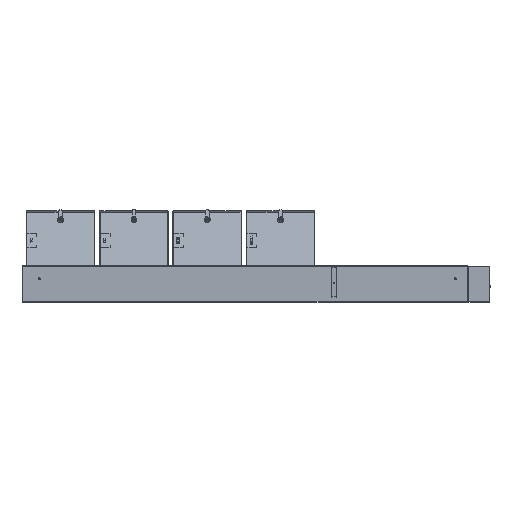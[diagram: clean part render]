
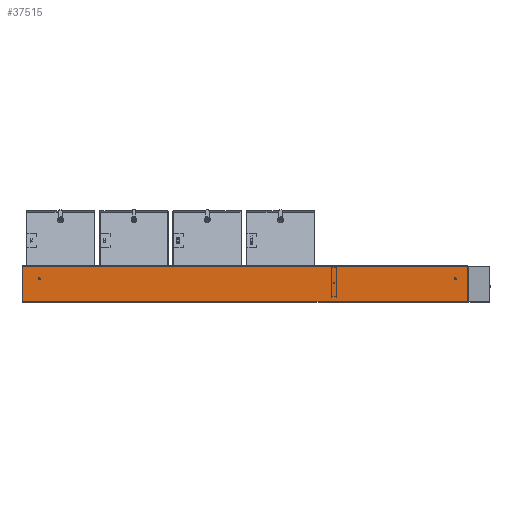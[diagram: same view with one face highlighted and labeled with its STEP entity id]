
A CAD part, left-side view. The second image highlights one B-rep face of the part: STEP entity #37515.
In plain terms, the highlighted planar face has unit normal (-1, 0, 0).
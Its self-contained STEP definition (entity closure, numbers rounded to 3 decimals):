
#725 = CARTESIAN_POINT ( 'NONE',  ( 0., 50., 94.8 ) ) ;
#856 = EDGE_LOOP ( 'NONE', ( #18012, #51821 ) ) ;
#2025 = CARTESIAN_POINT ( 'NONE',  ( 0., 1.7, 1. ) ) ;
#2844 = VECTOR ( 'NONE', #51853, 1000. ) ;
#2858 = CARTESIAN_POINT ( 'NONE',  ( 0., 1798.3, 142.6 ) ) ;
#3052 = CARTESIAN_POINT ( 'NONE',  ( 0., 50., 93.8 ) ) ;
#3860 = CARTESIAN_POINT ( 'NONE',  ( 0., 1.7, 1. ) ) ;
#5404 = DIRECTION ( 'NONE',  ( -1., 0., 0. ) ) ;
#5508 = CARTESIAN_POINT ( 'NONE',  ( 0., 1730., 94.3 ) ) ;
#10678 = ORIENTED_EDGE ( 'NONE', *, *, #21696, .F. ) ;
#11155 = CARTESIAN_POINT ( 'NONE',  ( 0., 0., 0. ) ) ;
#11839 = CARTESIAN_POINT ( 'NONE',  ( 0., 0.877, 142.6 ) ) ;
#11846 = ORIENTED_EDGE ( 'NONE', *, *, #19296, .F. ) ;
#12807 = AXIS2_PLACEMENT_3D ( 'NONE', #40195, #20987, #30562 ) ;
#13181 = AXIS2_PLACEMENT_3D ( 'NONE', #57986, #15878, #52114 ) ;
#14010 = DIRECTION ( 'NONE',  ( 1., 0., 0. ) ) ;
#14107 = CARTESIAN_POINT ( 'NONE',  ( 0., 1798.3, 143.423 ) ) ;
#14381 = FACE_BOUND ( 'NONE', #856, .T. ) ;
#15878 = DIRECTION ( 'NONE',  ( -1., 0., 0. ) ) ;
#16770 = DIRECTION ( 'NONE',  ( 0., 0., 1. ) ) ;
#18012 = ORIENTED_EDGE ( 'NONE', *, *, #52509, .T. ) ;
#19296 = EDGE_CURVE ( 'NONE', #33390, #60809, #34657, .T. ) ;
#19670 = CIRCLE ( 'NONE', #12807, 0.5 ) ;
#20016 = AXIS2_PLACEMENT_3D ( 'NONE', #5508, #58111, #43270 ) ;
#20032 = ORIENTED_EDGE ( 'NONE', *, *, #36639, .F. ) ;
#20163 = CARTESIAN_POINT ( 'NONE',  ( 0., 539.75, 78.5 ) ) ;
#20987 = DIRECTION ( 'NONE',  ( 1., 0., 0. ) ) ;
#21478 = DIRECTION ( 'NONE',  ( 0., 1., 0. ) ) ;
#21696 = EDGE_CURVE ( 'NONE', #27228, #42332, #46735, .T. ) ;
#22240 = AXIS2_PLACEMENT_3D ( 'NONE', #20163, #14010, #47421 ) ;
#22429 = EDGE_LOOP ( 'NONE', ( #28864, #34230, #27711, #33248 ) ) ;
#22621 = CIRCLE ( 'NONE', #35431, 0.5 ) ;
#22743 = DIRECTION ( 'NONE',  ( 0., 0., 1. ) ) ;
#23372 = FACE_BOUND ( 'NONE', #47919, .T. ) ;
#24290 = DIRECTION ( 'NONE',  ( 0., 0., 1. ) ) ;
#24965 = CARTESIAN_POINT ( 'NONE',  ( 0., 1798.3, 1. ) ) ;
#25154 = LINE ( 'NONE', #11839, #34369 ) ;
#25397 = FACE_BOUND ( 'NONE', #43859, .T. ) ;
#26080 = DIRECTION ( 'NONE',  ( 0., 1., 0. ) ) ;
#27114 = VERTEX_POINT ( 'NONE', #49745 ) ;
#27228 = VERTEX_POINT ( 'NONE', #33912 ) ;
#27711 = ORIENTED_EDGE ( 'NONE', *, *, #59137, .T. ) ;
#27964 = CIRCLE ( 'NONE', #13181, 0.5 ) ;
#27992 = DIRECTION ( 'NONE',  ( 0., 0., -1. ) ) ;
#28831 = VERTEX_POINT ( 'NONE', #2858 ) ;
#28864 = ORIENTED_EDGE ( 'NONE', *, *, #37417, .T. ) ;
#29522 = AXIS2_PLACEMENT_3D ( 'NONE', #11155, #30027, #27992 ) ;
#30027 = DIRECTION ( 'NONE',  ( 1., 0., 0. ) ) ;
#30219 = VERTEX_POINT ( 'NONE', #2025 ) ;
#30562 = DIRECTION ( 'NONE',  ( 0., 0., -1. ) ) ;
#33248 = ORIENTED_EDGE ( 'NONE', *, *, #39543, .F. ) ;
#33390 = VERTEX_POINT ( 'NONE', #3052 ) ;
#33561 = CARTESIAN_POINT ( 'NONE',  ( 0., 539.75, 78. ) ) ;
#33912 = CARTESIAN_POINT ( 'NONE',  ( 0., 1730., 94.8 ) ) ;
#34151 = EDGE_CURVE ( 'NONE', #27114, #28831, #25154, .T. ) ;
#34230 = ORIENTED_EDGE ( 'NONE', *, *, #34151, .T. ) ;
#34369 = VECTOR ( 'NONE', #26080, 1000. ) ;
#34657 = CIRCLE ( 'NONE', #60368, 0.5 ) ;
#34677 = CARTESIAN_POINT ( 'NONE',  ( 0., 1730., 93.8 ) ) ;
#35431 = AXIS2_PLACEMENT_3D ( 'NONE', #38511, #5404, #24290 ) ;
#36287 = VERTEX_POINT ( 'NONE', #33561 ) ;
#36639 = EDGE_CURVE ( 'NONE', #60809, #33390, #22621, .T. ) ;
#37417 = EDGE_CURVE ( 'NONE', #30219, #27114, #41948, .T. ) ;
#37515 = ADVANCED_FACE ( 'NONE', ( #14381, #23372, #25397, #48923 ), #51506, .F. ) ;
#38008 = EDGE_CURVE ( 'NONE', #59810, #36287, #19670, .T. ) ;
#38059 = CIRCLE ( 'NONE', #22240, 0.5 ) ;
#38511 = CARTESIAN_POINT ( 'NONE',  ( 0., 50., 94.3 ) ) ;
#39543 = EDGE_CURVE ( 'NONE', #30219, #58066, #40365, .T. ) ;
#40195 = CARTESIAN_POINT ( 'NONE',  ( 0., 539.75, 78.5 ) ) ;
#40365 = LINE ( 'NONE', #54268, #46550 ) ;
#41829 = CARTESIAN_POINT ( 'NONE',  ( 0., 539.75, 79. ) ) ;
#41948 = LINE ( 'NONE', #3860, #52288 ) ;
#42332 = VERTEX_POINT ( 'NONE', #34677 ) ;
#43270 = DIRECTION ( 'NONE',  ( 0., 0., 1. ) ) ;
#43859 = EDGE_LOOP ( 'NONE', ( #20032, #11846 ) ) ;
#46550 = VECTOR ( 'NONE', #21478, 1000. ) ;
#46735 = CIRCLE ( 'NONE', #20016, 0.5 ) ;
#47421 = DIRECTION ( 'NONE',  ( 0., 0., -1. ) ) ;
#47919 = EDGE_LOOP ( 'NONE', ( #10678, #53759 ) ) ;
#48923 = FACE_OUTER_BOUND ( 'NONE', #22429, .T. ) ;
#49745 = CARTESIAN_POINT ( 'NONE',  ( 0., 1.7, 142.6 ) ) ;
#50139 = EDGE_CURVE ( 'NONE', #42332, #27228, #27964, .T. ) ;
#51506 = PLANE ( 'NONE',  #29522 ) ;
#51821 = ORIENTED_EDGE ( 'NONE', *, *, #38008, .T. ) ;
#51853 = DIRECTION ( 'NONE',  ( 0., 0., -1. ) ) ;
#52114 = DIRECTION ( 'NONE',  ( 0., 0., 1. ) ) ;
#52288 = VECTOR ( 'NONE', #22743, 1000. ) ;
#52509 = EDGE_CURVE ( 'NONE', #36287, #59810, #38059, .T. ) ;
#53759 = ORIENTED_EDGE ( 'NONE', *, *, #50139, .F. ) ;
#54231 = CARTESIAN_POINT ( 'NONE',  ( 0., 50., 94.3 ) ) ;
#54268 = CARTESIAN_POINT ( 'NONE',  ( 0., 1800., 1. ) ) ;
#56508 = LINE ( 'NONE', #14107, #2844 ) ;
#57986 = CARTESIAN_POINT ( 'NONE',  ( 0., 1730., 94.3 ) ) ;
#58066 = VERTEX_POINT ( 'NONE', #24965 ) ;
#58111 = DIRECTION ( 'NONE',  ( -1., 0., 0. ) ) ;
#59137 = EDGE_CURVE ( 'NONE', #28831, #58066, #56508, .T. ) ;
#59181 = DIRECTION ( 'NONE',  ( -1., 0., 0. ) ) ;
#59810 = VERTEX_POINT ( 'NONE', #41829 ) ;
#60368 = AXIS2_PLACEMENT_3D ( 'NONE', #54231, #59181, #16770 ) ;
#60809 = VERTEX_POINT ( 'NONE', #725 ) ;
